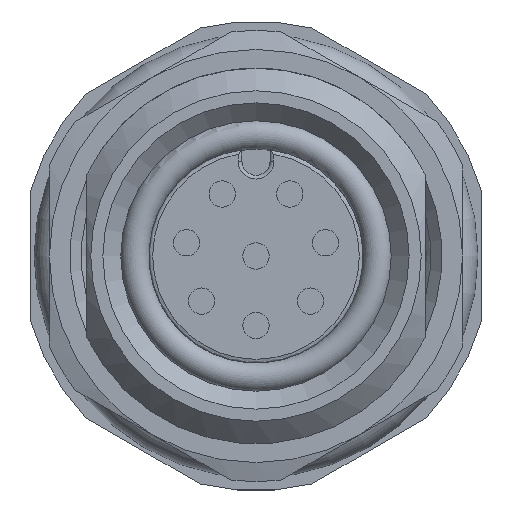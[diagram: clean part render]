
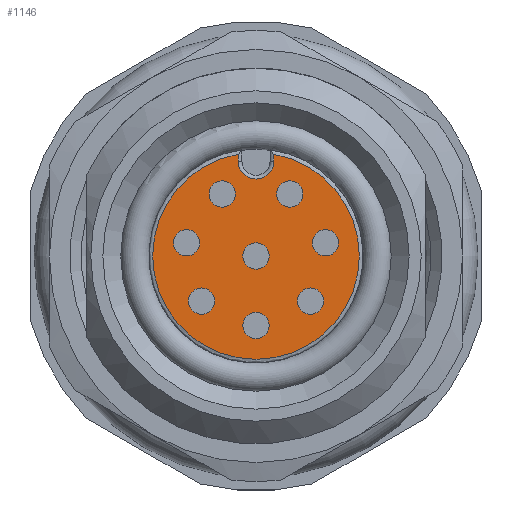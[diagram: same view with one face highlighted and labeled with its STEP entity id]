
A CAD part, left-side view. The second image highlights one B-rep face of the part: STEP entity #1146.
In plain terms, the highlighted planar face has unit normal (-1, 0, 0).
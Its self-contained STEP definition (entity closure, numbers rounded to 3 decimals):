
#207=PLANE('',#3939);
#705=LINE('',#6265,#933);
#706=LINE('',#6269,#934);
#933=VECTOR('',#4838,1.);
#934=VECTOR('',#4841,1.);
#1146=ADVANCED_FACE('',(#1340,#1341,#1342,#1343,#1344,#1345,#1346,#1347,
#1348),#207,.F.);
#1340=FACE_BOUND('',#1631,.T.);
#1341=FACE_BOUND('',#1632,.T.);
#1342=FACE_BOUND('',#1633,.T.);
#1343=FACE_BOUND('',#1634,.T.);
#1344=FACE_BOUND('',#1635,.T.);
#1345=FACE_BOUND('',#1636,.T.);
#1346=FACE_BOUND('',#1637,.T.);
#1347=FACE_BOUND('',#1638,.T.);
#1348=FACE_BOUND('',#1639,.T.);
#1631=EDGE_LOOP('',(#2565,#2566,#2567,#2568));
#1632=EDGE_LOOP('',(#2569));
#1633=EDGE_LOOP('',(#2570));
#1634=EDGE_LOOP('',(#2571));
#1635=EDGE_LOOP('',(#2572));
#1636=EDGE_LOOP('',(#2573));
#1637=EDGE_LOOP('',(#2574));
#1638=EDGE_LOOP('',(#2575));
#1639=EDGE_LOOP('',(#2576));
#2565=ORIENTED_EDGE('',*,*,#3443,.T.);
#2566=ORIENTED_EDGE('',*,*,#3444,.T.);
#2567=ORIENTED_EDGE('',*,*,#3445,.T.);
#2568=ORIENTED_EDGE('',*,*,#3446,.T.);
#2569=ORIENTED_EDGE('',*,*,#3442,.F.);
#2570=ORIENTED_EDGE('',*,*,#3441,.F.);
#2571=ORIENTED_EDGE('',*,*,#3440,.F.);
#2572=ORIENTED_EDGE('',*,*,#3439,.T.);
#2573=ORIENTED_EDGE('',*,*,#3438,.T.);
#2574=ORIENTED_EDGE('',*,*,#3437,.T.);
#2575=ORIENTED_EDGE('',*,*,#3436,.F.);
#2576=ORIENTED_EDGE('',*,*,#3435,.F.);
#2958=VERTEX_POINT('',#6239);
#2959=VERTEX_POINT('',#6242);
#2960=VERTEX_POINT('',#6245);
#2961=VERTEX_POINT('',#6248);
#2962=VERTEX_POINT('',#6251);
#2963=VERTEX_POINT('',#6254);
#2964=VERTEX_POINT('',#6257);
#2965=VERTEX_POINT('',#6260);
#2966=VERTEX_POINT('',#6263);
#2967=VERTEX_POINT('',#6264);
#2968=VERTEX_POINT('',#6266);
#2969=VERTEX_POINT('',#6268);
#3435=EDGE_CURVE('',#2958,#2958,#3589,.T.);
#3436=EDGE_CURVE('',#2959,#2959,#3590,.T.);
#3437=EDGE_CURVE('',#2960,#2960,#3591,.T.);
#3438=EDGE_CURVE('',#2961,#2961,#3592,.T.);
#3439=EDGE_CURVE('',#2962,#2962,#3593,.T.);
#3440=EDGE_CURVE('',#2963,#2963,#3594,.T.);
#3441=EDGE_CURVE('',#2964,#2964,#3595,.T.);
#3442=EDGE_CURVE('',#2965,#2965,#3596,.T.);
#3443=EDGE_CURVE('',#2966,#2967,#3597,.T.);
#3444=EDGE_CURVE('',#2967,#2968,#705,.T.);
#3445=EDGE_CURVE('',#2968,#2969,#3598,.T.);
#3446=EDGE_CURVE('',#2969,#2966,#706,.T.);
#3589=CIRCLE('',#3921,0.35);
#3590=CIRCLE('',#3923,0.35);
#3591=CIRCLE('',#3925,0.35);
#3592=CIRCLE('',#3927,0.35);
#3593=CIRCLE('',#3929,0.35);
#3594=CIRCLE('',#3931,0.35);
#3595=CIRCLE('',#3933,0.35);
#3596=CIRCLE('',#3935,0.35);
#3597=CIRCLE('',#3937,0.475);
#3598=CIRCLE('',#3938,2.75);
#3921=AXIS2_PLACEMENT_3D('',#6238,#4804,#4805);
#3923=AXIS2_PLACEMENT_3D('',#6241,#4808,#4809);
#3925=AXIS2_PLACEMENT_3D('',#6244,#4812,#4813);
#3927=AXIS2_PLACEMENT_3D('',#6247,#4816,#4817);
#3929=AXIS2_PLACEMENT_3D('',#6250,#4820,#4821);
#3931=AXIS2_PLACEMENT_3D('',#6253,#4824,#4825);
#3933=AXIS2_PLACEMENT_3D('',#6256,#4828,#4829);
#3935=AXIS2_PLACEMENT_3D('',#6259,#4832,#4833);
#3937=AXIS2_PLACEMENT_3D('',#6262,#4836,#4837);
#3938=AXIS2_PLACEMENT_3D('',#6267,#4839,#4840);
#3939=AXIS2_PLACEMENT_3D('',#6270,#4842,#4843);
#4804=DIRECTION('',(-1.,0.,0.));
#4805=DIRECTION('',(0.,1.,0.));
#4808=DIRECTION('',(-1.,0.,0.));
#4809=DIRECTION('',(0.,1.,0.));
#4812=DIRECTION('',(1.,0.,0.));
#4813=DIRECTION('',(0.,-1.,0.));
#4816=DIRECTION('',(1.,0.,0.));
#4817=DIRECTION('',(0.,-1.,0.));
#4820=DIRECTION('',(1.,0.,0.));
#4821=DIRECTION('',(0.,-1.,0.));
#4824=DIRECTION('',(-1.,0.,0.));
#4825=DIRECTION('',(0.,1.,0.));
#4828=DIRECTION('',(-1.,0.,0.));
#4829=DIRECTION('',(0.,1.,0.));
#4832=DIRECTION('',(-1.,0.,0.));
#4833=DIRECTION('',(0.,1.,0.));
#4836=DIRECTION('',(1.,0.,0.));
#4837=DIRECTION('',(0.,0.,-1.));
#4838=DIRECTION('',(0.,0.,1.));
#4839=DIRECTION('',(-1.,0.,0.));
#4840=DIRECTION('',(0.,0.,-1.));
#4841=DIRECTION('',(0.,0.,-1.));
#4842=DIRECTION('',(1.,0.,0.));
#4843=DIRECTION('',(0.,0.,1.));
#6238=CARTESIAN_POINT('',(0.6,1.45,-1.2));
#6239=CARTESIAN_POINT('',(0.6,1.8,-1.2));
#6241=CARTESIAN_POINT('',(0.6,0.,0.));
#6242=CARTESIAN_POINT('',(0.6,0.35,0.));
#6244=CARTESIAN_POINT('',(0.6,-1.85,0.35));
#6245=CARTESIAN_POINT('',(0.6,-2.2,0.35));
#6247=CARTESIAN_POINT('',(0.6,-1.45,-1.2));
#6248=CARTESIAN_POINT('',(0.6,-1.8,-1.2));
#6250=CARTESIAN_POINT('',(0.6,-0.9,1.65));
#6251=CARTESIAN_POINT('',(0.6,-1.25,1.65));
#6253=CARTESIAN_POINT('',(0.6,0.,-1.85));
#6254=CARTESIAN_POINT('',(0.6,0.35,-1.85));
#6256=CARTESIAN_POINT('',(0.6,0.9,1.65));
#6257=CARTESIAN_POINT('',(0.6,1.25,1.65));
#6259=CARTESIAN_POINT('',(0.6,1.85,0.35));
#6260=CARTESIAN_POINT('',(0.6,2.2,0.35));
#6262=CARTESIAN_POINT('',(0.6,0.,2.525));
#6263=CARTESIAN_POINT('',(0.6,-0.475,2.525));
#6264=CARTESIAN_POINT('',(0.6,0.475,2.525));
#6265=CARTESIAN_POINT('',(0.6,0.475,2.825));
#6266=CARTESIAN_POINT('',(0.6,0.475,2.709));
#6267=CARTESIAN_POINT('',(0.6,0.,0.));
#6268=CARTESIAN_POINT('',(0.6,-0.475,2.709));
#6269=CARTESIAN_POINT('',(0.6,-0.475,2.525));
#6270=CARTESIAN_POINT('',(0.6,0.,0.));
